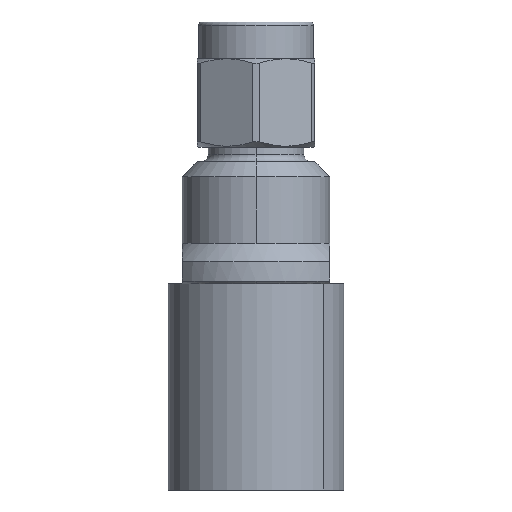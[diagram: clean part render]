
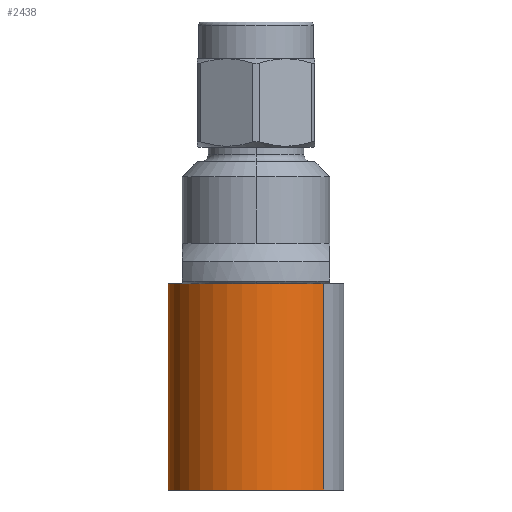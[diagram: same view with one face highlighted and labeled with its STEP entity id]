
A CAD part, front view. The second image highlights one B-rep face of the part: STEP entity #2438.
In plain terms, the highlighted cylindrical face has radius 5.975 mm (diameter 11.95 mm), a partial arc.
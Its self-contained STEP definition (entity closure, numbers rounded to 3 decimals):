
#110 = EDGE_LOOP ( 'NONE', ( #786, #2851, #697, #1069 ) ) ;
#118 = CARTESIAN_POINT ( 'NONE',  ( -4.612, 3.798, -6.5 ) ) ;
#151 = CARTESIAN_POINT ( 'NONE',  ( 4.612, -3.798, -6.5 ) ) ;
#274 = EDGE_CURVE ( 'NONE', #394, #541, #471, .T. ) ;
#285 = CARTESIAN_POINT ( 'NONE',  ( 4.612, -3.798, 7.5 ) ) ;
#297 = DIRECTION ( 'NONE',  ( 0., 0., -1. ) ) ;
#335 = EDGE_CURVE ( 'NONE', #2746, #541, #543, .T. ) ;
#383 = VERTEX_POINT ( 'NONE', #828 ) ;
#394 = VERTEX_POINT ( 'NONE', #118 ) ;
#427 = CIRCLE ( 'NONE', #2217, 5.975 ) ;
#471 = CIRCLE ( 'NONE', #879, 5.975 ) ;
#541 = VERTEX_POINT ( 'NONE', #151 ) ;
#543 = LINE ( 'NONE', #285, #2061 ) ;
#598 = CARTESIAN_POINT ( 'NONE',  ( -4.612, 3.798, 7.5 ) ) ;
#697 = ORIENTED_EDGE ( 'NONE', *, *, #2353, .T. ) ;
#766 = DIRECTION ( 'NONE',  ( 0., 0., 1. ) ) ;
#786 = ORIENTED_EDGE ( 'NONE', *, *, #335, .F. ) ;
#795 = DIRECTION ( 'NONE',  ( -0.772, 0.636, 0. ) ) ;
#828 = CARTESIAN_POINT ( 'NONE',  ( -4.612, 3.798, 7.5 ) ) ;
#878 = EDGE_CURVE ( 'NONE', #383, #2746, #427, .T. ) ;
#879 = AXIS2_PLACEMENT_3D ( 'NONE', #2480, #766, #1228 ) ;
#943 = VECTOR ( 'NONE', #297, 1000. ) ;
#960 = CARTESIAN_POINT ( 'NONE',  ( 4.612, -3.798, 7.5 ) ) ;
#1069 = ORIENTED_EDGE ( 'NONE', *, *, #274, .T. ) ;
#1080 = CYLINDRICAL_SURFACE ( 'NONE', #3034, 5.975 ) ;
#1228 = DIRECTION ( 'NONE',  ( 0.772, -0.636, 0. ) ) ;
#1265 = DIRECTION ( 'NONE',  ( 0., 0., -1. ) ) ;
#1326 = LINE ( 'NONE', #598, #943 ) ;
#2061 = VECTOR ( 'NONE', #1265, 1000. ) ;
#2102 = DIRECTION ( 'NONE',  ( 0.772, -0.636, 0. ) ) ;
#2217 = AXIS2_PLACEMENT_3D ( 'NONE', #3042, #3022, #2102 ) ;
#2303 = DIRECTION ( 'NONE',  ( 0., 0., -1. ) ) ;
#2353 = EDGE_CURVE ( 'NONE', #383, #394, #1326, .T. ) ;
#2438 = ADVANCED_FACE ( 'NONE', ( #2490 ), #1080, .T. ) ;
#2480 = CARTESIAN_POINT ( 'NONE',  ( 0., 0., -6.5 ) ) ;
#2490 = FACE_OUTER_BOUND ( 'NONE', #110, .T. ) ;
#2522 = CARTESIAN_POINT ( 'NONE',  ( 0., 0., 7.5 ) ) ;
#2746 = VERTEX_POINT ( 'NONE', #960 ) ;
#2851 = ORIENTED_EDGE ( 'NONE', *, *, #878, .F. ) ;
#3022 = DIRECTION ( 'NONE',  ( 0., 0., 1. ) ) ;
#3034 = AXIS2_PLACEMENT_3D ( 'NONE', #2522, #2303, #795 ) ;
#3042 = CARTESIAN_POINT ( 'NONE',  ( 0., 0., 7.5 ) ) ;
